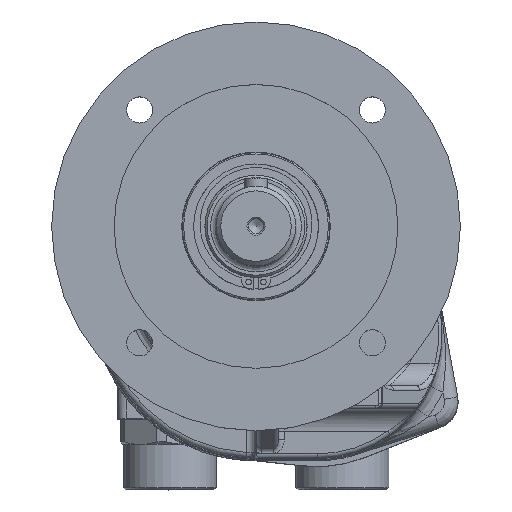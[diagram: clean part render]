
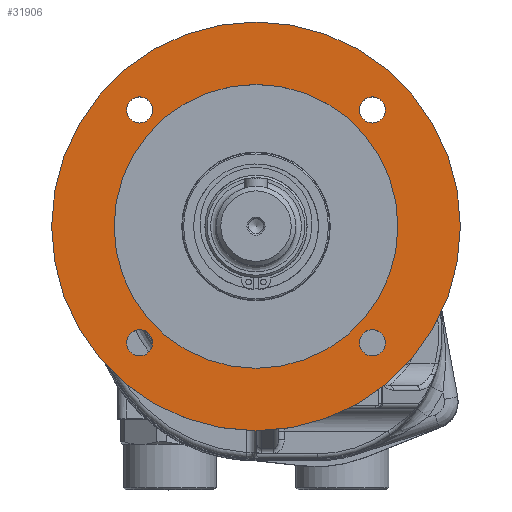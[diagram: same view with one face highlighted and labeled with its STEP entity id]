
A CAD part, top view. The second image highlights one B-rep face of the part: STEP entity #31906.
In plain terms, the highlighted planar face has unit normal (0, 0, 1).
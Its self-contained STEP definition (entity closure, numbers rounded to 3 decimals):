
#31831=CARTESIAN_POINT('',(0.,78.07,256.25));
#31832=VERTEX_POINT('',#31831);
#31833=CARTESIAN_POINT('',(0.,15.57,256.25));
#31834=DIRECTION('',(0.0,0.0,-1.0));
#31835=DIRECTION('',(0.0,1.0,0.0));
#31836=AXIS2_PLACEMENT_3D('',#31833,#31834,#31835);
#31837=CIRCLE('',#31836,62.5);
#31838=EDGE_CURVE('',#31832,#31832,#31837,.T.);
#31843=CARTESIAN_POINT('',(0.,91.82,256.25));
#31844=DIRECTION('',(0.0,0.0,-1.0));
#31845=DIRECTION('',(-1.0,0.0,0.0));
#31846=AXIS2_PLACEMENT_3D('',#31843,#31844,#31845);
#31847=PLANE('',#31846);
#31848=CARTESIAN_POINT('',(0.,105.57,256.25));
#31849=VERTEX_POINT('',#31848);
#31850=CARTESIAN_POINT('',(0.,15.57,256.25));
#31851=DIRECTION('',(0.0,0.0,-1.0));
#31852=DIRECTION('',(0.0,1.0,0.0));
#31853=AXIS2_PLACEMENT_3D('',#31850,#31851,#31852);
#31854=CIRCLE('',#31853,90.);
#31855=EDGE_CURVE('',#31849,#31849,#31854,.T.);
#31856=ORIENTED_EDGE('',*,*,#31855,.F.);
#31857=EDGE_LOOP('',(#31856));
#31858=FACE_OUTER_BOUND('',#31857,.T.);
#31859=CARTESIAN_POINT('',(51.265,-41.445,256.25));
#31860=VERTEX_POINT('',#31859);
#31861=CARTESIAN_POINT('',(51.265,-35.695,256.25));
#31862=DIRECTION('',(0.0,0.0,-1.0));
#31863=DIRECTION('',(0.0,1.0,0.0));
#31864=AXIS2_PLACEMENT_3D('',#31861,#31862,#31863);
#31865=CIRCLE('',#31864,5.75);
#31866=EDGE_CURVE('',#31860,#31860,#31865,.T.);
#31867=ORIENTED_EDGE('',*,*,#31866,.T.);
#31868=EDGE_LOOP('',(#31867));
#31869=FACE_BOUND('',#31868,.T.);
#31870=CARTESIAN_POINT('',(51.265,61.085,256.25));
#31871=VERTEX_POINT('',#31870);
#31872=CARTESIAN_POINT('',(51.265,66.835,256.25));
#31873=DIRECTION('',(0.0,0.0,-1.0));
#31874=DIRECTION('',(0.0,1.0,0.0));
#31875=AXIS2_PLACEMENT_3D('',#31872,#31873,#31874);
#31876=CIRCLE('',#31875,5.75);
#31877=EDGE_CURVE('',#31871,#31871,#31876,.T.);
#31878=ORIENTED_EDGE('',*,*,#31877,.T.);
#31879=EDGE_LOOP('',(#31878));
#31880=FACE_BOUND('',#31879,.T.);
#31881=CARTESIAN_POINT('',(-51.265,-41.445,256.25));
#31882=VERTEX_POINT('',#31881);
#31883=CARTESIAN_POINT('',(-51.265,-35.695,256.25));
#31884=DIRECTION('',(0.0,0.0,-1.0));
#31885=DIRECTION('',(0.0,1.0,0.0));
#31886=AXIS2_PLACEMENT_3D('',#31883,#31884,#31885);
#31887=CIRCLE('',#31886,5.75);
#31888=EDGE_CURVE('',#31882,#31882,#31887,.T.);
#31889=ORIENTED_EDGE('',*,*,#31888,.T.);
#31890=EDGE_LOOP('',(#31889));
#31891=FACE_BOUND('',#31890,.T.);
#31892=CARTESIAN_POINT('',(-51.265,61.085,256.25));
#31893=VERTEX_POINT('',#31892);
#31894=CARTESIAN_POINT('',(-51.265,66.835,256.25));
#31895=DIRECTION('',(0.0,0.0,-1.0));
#31896=DIRECTION('',(0.0,1.0,0.0));
#31897=AXIS2_PLACEMENT_3D('',#31894,#31895,#31896);
#31898=CIRCLE('',#31897,5.75);
#31899=EDGE_CURVE('',#31893,#31893,#31898,.T.);
#31900=ORIENTED_EDGE('',*,*,#31899,.T.);
#31901=EDGE_LOOP('',(#31900));
#31902=FACE_BOUND('',#31901,.T.);
#31903=ORIENTED_EDGE('',*,*,#31838,.T.);
#31904=EDGE_LOOP('',(#31903));
#31905=FACE_BOUND('',#31904,.T.);
#31906=ADVANCED_FACE('',(#31858,#31869,#31880,#31891,#31902,#31905),#31847,.F.);
